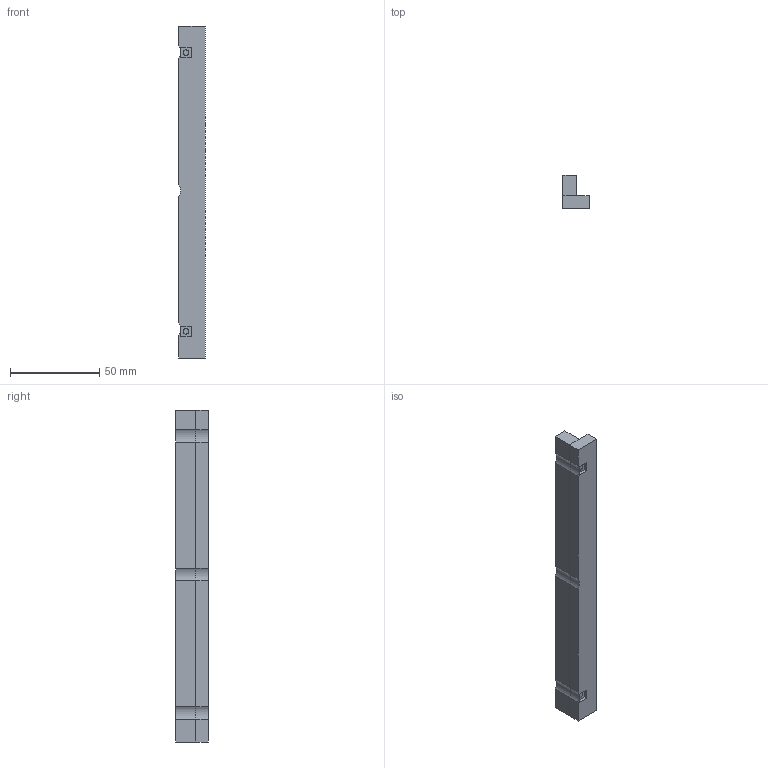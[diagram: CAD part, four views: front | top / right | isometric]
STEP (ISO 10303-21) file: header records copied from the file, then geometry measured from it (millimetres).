
FILE_DESCRIPTION(('FreeCAD Model'),'2;1');
FILE_NAME('Open CASCADE Shape Model','2022-11-07T18:50:20',(''),(''), 'Open CASCADE STEP processor 7.6','FreeCAD','Unknown');
FILE_SCHEMA(('AUTOMOTIVE_DESIGN { 1 0 10303 214 1 1 1 1 }'));
Length unit declared in the file: millimetre
Products named in the file (2): printMonSideLong; Body043
Assembly tree (1 placements, depth 2):
  printMonSideLong
    Body043
Bounding box: 14.75 x 18.3 x 186.3 mm (x, y, z)
Volume: 34891 mm3; surface area: 13109 mm2
Topology: 1 solids, 1 shells, 41 faces, 89 edges, 56 vertices
Faces by surface type: plane 31, cylinder 10
Full cylindrical faces by diameter (mm): 3.25 x4
Entity records: 2327 total; most frequent: CARTESIAN_POINT 426, DIRECTION 360, LINE 236, VECTOR 236, ORIENTED_EDGE 178, PCURVE 178, DEFINITIONAL_REPRESENTATION 178, EDGE_CURVE 89
